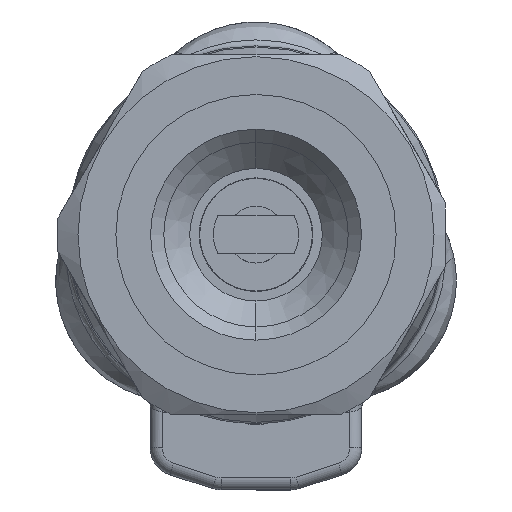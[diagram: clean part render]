
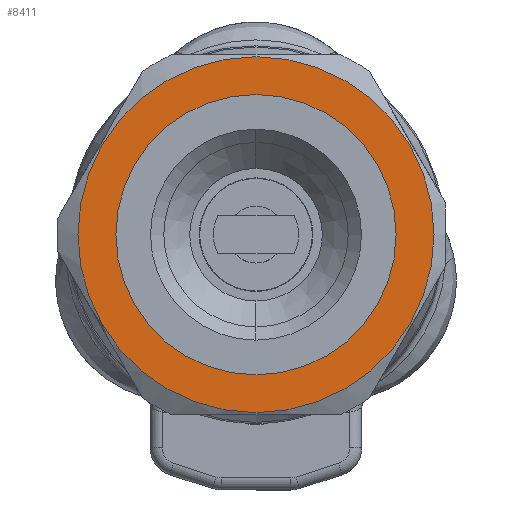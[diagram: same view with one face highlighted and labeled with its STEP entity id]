
A CAD part, front view. The second image highlights one B-rep face of the part: STEP entity #8411.
In plain terms, the highlighted planar face has unit normal (0, -1, 0).
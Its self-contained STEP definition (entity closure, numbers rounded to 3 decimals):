
#344 = CIRCLE ( 'NONE', #17181, 9.4 ) ;
#1484 = EDGE_CURVE ( 'NONE', #6544, #12065, #7914, .T. ) ;
#2322 = ORIENTED_EDGE ( 'NONE', *, *, #5692, .F. ) ;
#2374 = CARTESIAN_POINT ( 'NONE',  ( 0., 4.5, 0. ) ) ;
#2452 = PLANE ( 'NONE',  #5949 ) ;
#2471 = CARTESIAN_POINT ( 'NONE',  ( 0., 4.5, 7.4 ) ) ;
#2592 = ORIENTED_EDGE ( 'NONE', *, *, #9189, .F. ) ;
#3667 = DIRECTION ( 'NONE',  ( 0., -1., 0. ) ) ;
#3735 = CARTESIAN_POINT ( 'NONE',  ( 0., 4.5, -9.4 ) ) ;
#3896 = DIRECTION ( 'NONE',  ( 0., 0., -1. ) ) ;
#4796 = CARTESIAN_POINT ( 'NONE',  ( 0., 4.5, 0. ) ) ;
#5274 = DIRECTION ( 'NONE',  ( 0., 0., -1. ) ) ;
#5692 = EDGE_CURVE ( 'NONE', #9826, #6251, #12648, .T. ) ;
#5949 = AXIS2_PLACEMENT_3D ( 'NONE', #9388, #3667, #3896 ) ;
#6251 = VERTEX_POINT ( 'NONE', #2471 ) ;
#6444 = CARTESIAN_POINT ( 'NONE',  ( 0., 4.5, 0. ) ) ;
#6544 = VERTEX_POINT ( 'NONE', #3735 ) ;
#6732 = DIRECTION ( 'NONE',  ( 0., 0., -1. ) ) ;
#7196 = CARTESIAN_POINT ( 'NONE',  ( 0., 4.5, 9.4 ) ) ;
#7839 = EDGE_LOOP ( 'NONE', ( #2322, #2592 ) ) ;
#7914 = CIRCLE ( 'NONE', #16616, 9.4 ) ;
#8411 = ADVANCED_FACE ( 'NONE', ( #15972, #15523 ), #2452, .T. ) ;
#9014 = ORIENTED_EDGE ( 'NONE', *, *, #1484, .T. ) ;
#9189 = EDGE_CURVE ( 'NONE', #6251, #9826, #10030, .T. ) ;
#9206 = DIRECTION ( 'NONE',  ( 0., 0., -1. ) ) ;
#9388 = CARTESIAN_POINT ( 'NONE',  ( 9.4, 4.5, 0. ) ) ;
#9494 = DIRECTION ( 'NONE',  ( 0., -1., 0. ) ) ;
#9826 = VERTEX_POINT ( 'NONE', #15426 ) ;
#9867 = AXIS2_PLACEMENT_3D ( 'NONE', #2374, #10775, #6732 ) ;
#10030 = CIRCLE ( 'NONE', #9867, 7.4 ) ;
#10775 = DIRECTION ( 'NONE',  ( 0., -1., 0. ) ) ;
#11730 = ORIENTED_EDGE ( 'NONE', *, *, #13936, .T. ) ;
#12065 = VERTEX_POINT ( 'NONE', #7196 ) ;
#12648 = CIRCLE ( 'NONE', #13074, 7.4 ) ;
#13074 = AXIS2_PLACEMENT_3D ( 'NONE', #6444, #17499, #9206 ) ;
#13936 = EDGE_CURVE ( 'NONE', #12065, #6544, #344, .T. ) ;
#14467 = DIRECTION ( 'NONE',  ( 0., -1., 0. ) ) ;
#15426 = CARTESIAN_POINT ( 'NONE',  ( 0., 4.5, -7.4 ) ) ;
#15523 = FACE_BOUND ( 'NONE', #7839, .T. ) ;
#15892 = DIRECTION ( 'NONE',  ( 0., 0., -1. ) ) ;
#15972 = FACE_OUTER_BOUND ( 'NONE', #17869, .T. ) ;
#16616 = AXIS2_PLACEMENT_3D ( 'NONE', #17745, #9494, #5274 ) ;
#17181 = AXIS2_PLACEMENT_3D ( 'NONE', #4796, #14467, #15892 ) ;
#17499 = DIRECTION ( 'NONE',  ( 0., -1., 0. ) ) ;
#17745 = CARTESIAN_POINT ( 'NONE',  ( 0., 4.5, 0. ) ) ;
#17869 = EDGE_LOOP ( 'NONE', ( #11730, #9014 ) ) ;
